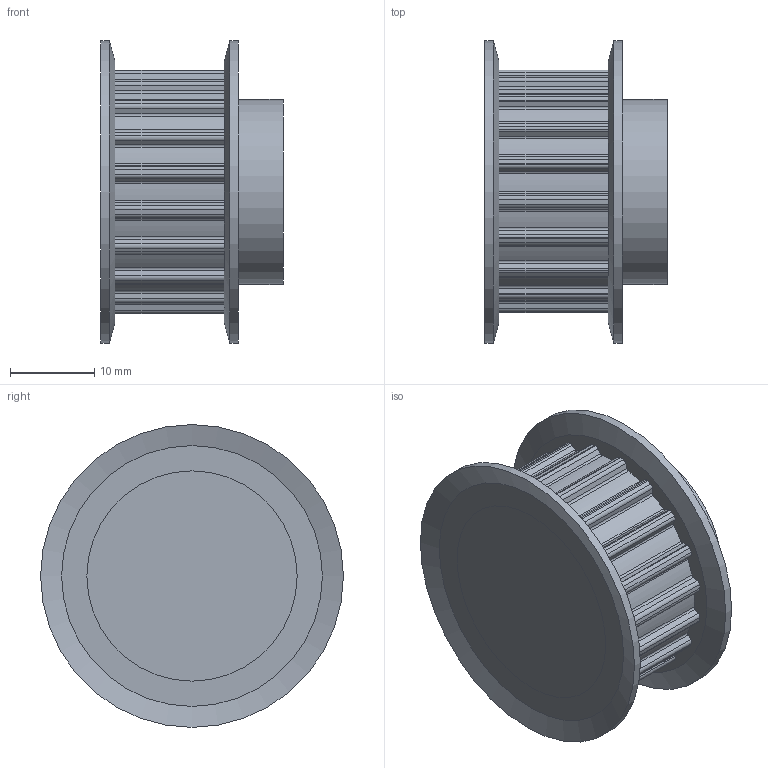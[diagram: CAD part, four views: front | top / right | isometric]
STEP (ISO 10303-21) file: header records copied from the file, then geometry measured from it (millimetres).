
FILE_DESCRIPTION(/* description */ ('Alibre Inc.'),/* implementation_level */ '2;1');
FILE_NAME(/* name */ 'export-DF55D62A-2D16-499A-9326-9610B301A9A6',/* time_stamp */ '2024-01-29T11:21:15+01:00',/* author */ (''),/* organization */ (''),/* preprocessor_version */ 'ST-DEVELOPER v17',/* originating_system */ 'Alibre',/* authorisation */ '');
FILE_SCHEMA (('AUTOMOTIVE_DESIGN'));
Length unit declared in the file: millimetre
Products named in the file (3): 60021019BODY; 5030000206; 60021019
Bounding box: 21.67 x 36 x 36 mm (x, y, z)
Volume: 12080.1 mm3; surface area: 5718.3 mm2
Topology: 3 solids, 3 shells, 185 faces, 532 edges, 356 vertices
Faces by surface type: cylinder 134, plane 47, cone 4
Full cylindrical faces by diameter (mm): 22 x1, 25 x4, 36 x2
Entity records: 5928 total; most frequent: DIRECTION 1053, ORIENTED_EDGE 1036, CARTESIAN_POINT 1019, EDGE_CURVE 518, AXIS2_PLACEMENT_3D 425, VERTEX_POINT 346, VECTOR 248, LINE 248
